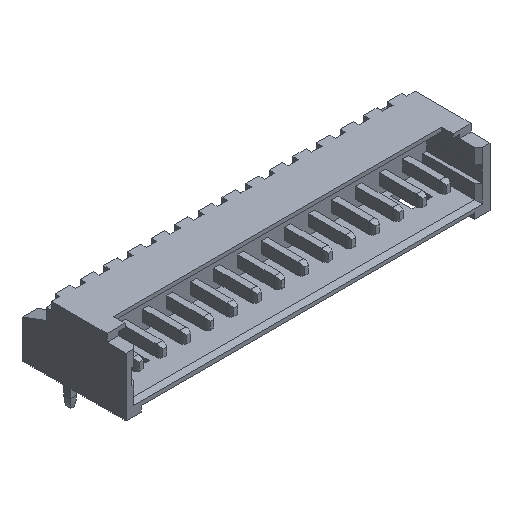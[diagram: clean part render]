
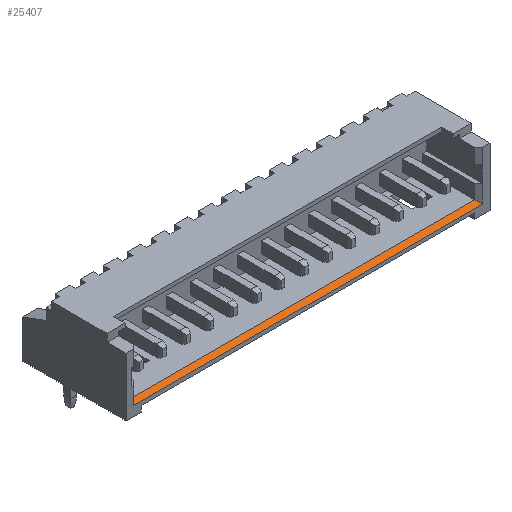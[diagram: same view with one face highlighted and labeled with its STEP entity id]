
A CAD part, isometric view. The second image highlights one B-rep face of the part: STEP entity #25407.
In plain terms, the highlighted planar face has unit normal (0, -0.707, 0.707).
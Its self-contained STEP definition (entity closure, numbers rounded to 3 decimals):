
#4072 = PLANE('',#4073);
#4073 = AXIS2_PLACEMENT_3D('',#4074,#4075,#4076);
#4074 = CARTESIAN_POINT('',(8.125,-4.45,1.8));
#4075 = DIRECTION('',(0.,-1.,0.));
#4076 = DIRECTION('',(-1.,0.,0.));
#9097 = VERTEX_POINT('',#9098);
#9098 = CARTESIAN_POINT('',(-1.1,-4.45,0.55));
#9112 = PLANE('',#9113);
#9113 = AXIS2_PLACEMENT_3D('',#9114,#9115,#9116);
#9114 = CARTESIAN_POINT('',(-1.1,-4.45,3.15));
#9115 = DIRECTION('',(0.707,-0.707,
    0.));
#9116 = DIRECTION('',(0.,0.,-1.));
#9124 = EDGE_CURVE('',#9097,#9125,#9127,.T.);
#9125 = VERTEX_POINT('',#9126);
#9126 = CARTESIAN_POINT('',(17.35,-4.45,0.55));
#9127 = SURFACE_CURVE('',#9128,(#9132,#9139),.PCURVE_S1.);
#9128 = LINE('',#9129,#9130);
#9129 = CARTESIAN_POINT('',(-1.1,-4.45,0.55));
#9130 = VECTOR('',#9131,1.);
#9131 = DIRECTION('',(1.,0.,0.));
#9132 = PCURVE('',#4072,#9133);
#9133 = DEFINITIONAL_REPRESENTATION('',(#9134),#9138);
#9134 = LINE('',#9135,#9136);
#9135 = CARTESIAN_POINT('',(9.225,1.25));
#9136 = VECTOR('',#9137,1.);
#9137 = DIRECTION('',(-1.,0.));
#9138 = ( GEOMETRIC_REPRESENTATION_CONTEXT(2) 
PARAMETRIC_REPRESENTATION_CONTEXT() REPRESENTATION_CONTEXT('2D SPACE',''
  ) );
#9139 = PCURVE('',#9140,#9145);
#9140 = PLANE('',#9141);
#9141 = AXIS2_PLACEMENT_3D('',#9142,#9143,#9144);
#9142 = CARTESIAN_POINT('',(-0.9,-4.45,0.55));
#9143 = DIRECTION('',(0.,-0.707,0.707));
#9144 = DIRECTION('',(1.,0.,0.));
#9145 = DEFINITIONAL_REPRESENTATION('',(#9146),#9150);
#9146 = LINE('',#9147,#9148);
#9147 = CARTESIAN_POINT('',(-0.2,0.));
#9148 = VECTOR('',#9149,1.);
#9149 = DIRECTION('',(1.,0.));
#9150 = ( GEOMETRIC_REPRESENTATION_CONTEXT(2) 
PARAMETRIC_REPRESENTATION_CONTEXT() REPRESENTATION_CONTEXT('2D SPACE',''
  ) );
#9166 = PLANE('',#9167);
#9167 = AXIS2_PLACEMENT_3D('',#9168,#9169,#9170);
#9168 = CARTESIAN_POINT('',(17.35,-4.45,0.75));
#9169 = DIRECTION('',(-0.707,-0.707,
    0.));
#9170 = DIRECTION('',(0.,0.,1.));
#17768 = PLANE('',#17769);
#17769 = AXIS2_PLACEMENT_3D('',#17770,#17771,#17772);
#17770 = CARTESIAN_POINT('',(-0.9,-4.45,0.75));
#17771 = DIRECTION('',(0.,0.,-1.));
#17772 = DIRECTION('',(1.,0.,0.));
#25364 = VERTEX_POINT('',#25365);
#25365 = CARTESIAN_POINT('',(-0.9,-4.25,0.75));
#25386 = EDGE_CURVE('',#9097,#25364,#25387,.T.);
#25387 = SURFACE_CURVE('',#25388,(#25392,#25399),.PCURVE_S1.);
#25388 = LINE('',#25389,#25390);
#25389 = CARTESIAN_POINT('',(-1.1,-4.45,0.55));
#25390 = VECTOR('',#25391,1.);
#25391 = DIRECTION('',(0.577,0.577,0.577));
#25392 = PCURVE('',#9112,#25393);
#25393 = DEFINITIONAL_REPRESENTATION('',(#25394),#25398);
#25394 = LINE('',#25395,#25396);
#25395 = CARTESIAN_POINT('',(2.6,0.));
#25396 = VECTOR('',#25397,1.);
#25397 = DIRECTION('',(-0.577,0.816));
#25398 = ( GEOMETRIC_REPRESENTATION_CONTEXT(2) 
PARAMETRIC_REPRESENTATION_CONTEXT() REPRESENTATION_CONTEXT('2D SPACE',''
  ) );
#25399 = PCURVE('',#9140,#25400);
#25400 = DEFINITIONAL_REPRESENTATION('',(#25401),#25405);
#25401 = LINE('',#25402,#25403);
#25402 = CARTESIAN_POINT('',(-0.2,0.));
#25403 = VECTOR('',#25404,1.);
#25404 = DIRECTION('',(0.577,0.816));
#25405 = ( GEOMETRIC_REPRESENTATION_CONTEXT(2) 
PARAMETRIC_REPRESENTATION_CONTEXT() REPRESENTATION_CONTEXT('2D SPACE',''
  ) );
#25407 = ADVANCED_FACE('',(#25408),#9140,.T.);
#25408 = FACE_BOUND('',#25409,.F.);
#25409 = EDGE_LOOP('',(#25410,#25411,#25412,#25435));
#25410 = ORIENTED_EDGE('',*,*,#9124,.F.);
#25411 = ORIENTED_EDGE('',*,*,#25386,.T.);
#25412 = ORIENTED_EDGE('',*,*,#25413,.T.);
#25413 = EDGE_CURVE('',#25364,#25414,#25416,.T.);
#25414 = VERTEX_POINT('',#25415);
#25415 = CARTESIAN_POINT('',(17.15,-4.25,0.75));
#25416 = SURFACE_CURVE('',#25417,(#25421,#25428),.PCURVE_S1.);
#25417 = LINE('',#25418,#25419);
#25418 = CARTESIAN_POINT('',(-0.9,-4.25,0.75));
#25419 = VECTOR('',#25420,1.);
#25420 = DIRECTION('',(1.,0.,0.));
#25421 = PCURVE('',#9140,#25422);
#25422 = DEFINITIONAL_REPRESENTATION('',(#25423),#25427);
#25423 = LINE('',#25424,#25425);
#25424 = CARTESIAN_POINT('',(0.,0.283));
#25425 = VECTOR('',#25426,1.);
#25426 = DIRECTION('',(1.,0.));
#25427 = ( GEOMETRIC_REPRESENTATION_CONTEXT(2) 
PARAMETRIC_REPRESENTATION_CONTEXT() REPRESENTATION_CONTEXT('2D SPACE',''
  ) );
#25428 = PCURVE('',#17768,#25429);
#25429 = DEFINITIONAL_REPRESENTATION('',(#25430),#25434);
#25430 = LINE('',#25431,#25432);
#25431 = CARTESIAN_POINT('',(0.,-0.2));
#25432 = VECTOR('',#25433,1.);
#25433 = DIRECTION('',(1.,0.));
#25434 = ( GEOMETRIC_REPRESENTATION_CONTEXT(2) 
PARAMETRIC_REPRESENTATION_CONTEXT() REPRESENTATION_CONTEXT('2D SPACE',''
  ) );
#25435 = ORIENTED_EDGE('',*,*,#25436,.F.);
#25436 = EDGE_CURVE('',#9125,#25414,#25437,.T.);
#25437 = SURFACE_CURVE('',#25438,(#25442,#25449),.PCURVE_S1.);
#25438 = LINE('',#25439,#25440);
#25439 = CARTESIAN_POINT('',(17.35,-4.45,0.55));
#25440 = VECTOR('',#25441,1.);
#25441 = DIRECTION('',(-0.577,0.577,0.577));
#25442 = PCURVE('',#9140,#25443);
#25443 = DEFINITIONAL_REPRESENTATION('',(#25444),#25448);
#25444 = LINE('',#25445,#25446);
#25445 = CARTESIAN_POINT('',(18.25,0.));
#25446 = VECTOR('',#25447,1.);
#25447 = DIRECTION('',(-0.577,0.816));
#25448 = ( GEOMETRIC_REPRESENTATION_CONTEXT(2) 
PARAMETRIC_REPRESENTATION_CONTEXT() REPRESENTATION_CONTEXT('2D SPACE',''
  ) );
#25449 = PCURVE('',#9166,#25450);
#25450 = DEFINITIONAL_REPRESENTATION('',(#25451),#25455);
#25451 = LINE('',#25452,#25453);
#25452 = CARTESIAN_POINT('',(-0.2,0.));
#25453 = VECTOR('',#25454,1.);
#25454 = DIRECTION('',(0.577,0.816));
#25455 = ( GEOMETRIC_REPRESENTATION_CONTEXT(2) 
PARAMETRIC_REPRESENTATION_CONTEXT() REPRESENTATION_CONTEXT('2D SPACE',''
  ) );
